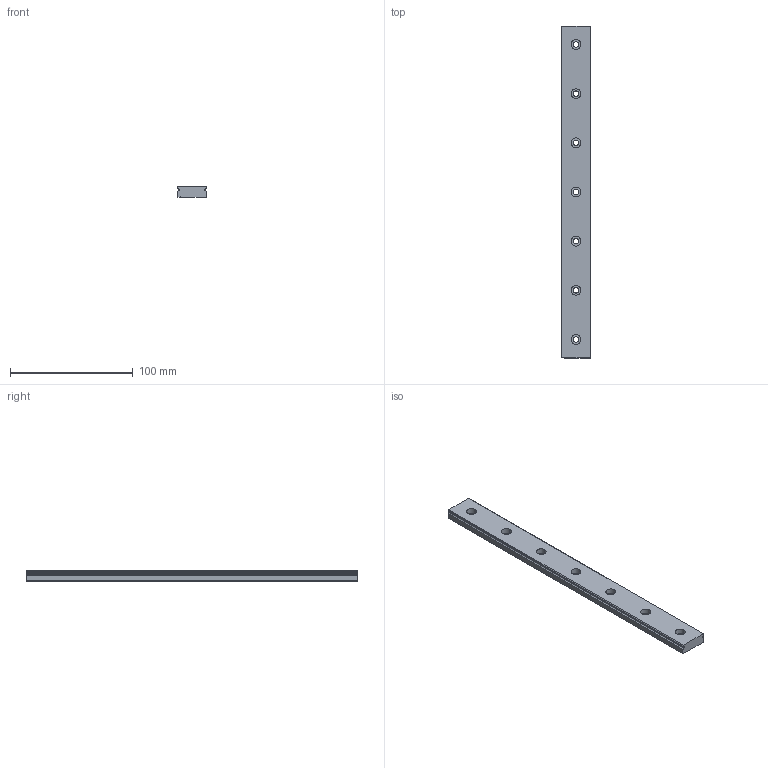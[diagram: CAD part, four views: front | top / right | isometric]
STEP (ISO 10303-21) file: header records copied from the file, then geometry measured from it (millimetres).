
FILE_DESCRIPTION (( 'STEP AP203' ), '1' );
FILE_NAME ('MB12-270L.step', '2021-02-18T17:44:48', ( '' ), ( '' ), 'SwSTEP 2.0', 'SolidWorks 2019', '' );
FILE_SCHEMA (( 'CONFIG_CONTROL_DESIGN' ));
Length unit declared in the file: millimetre
Products named in the file (1): MB12-270L
Bounding box: 24 x 270 x 8.5 mm (x, y, z)
Volume: 51708.8 mm3; surface area: 19703.8 mm2
Topology: 1 solids, 1 shells, 60 faces, 153 edges, 102 vertices
Faces by surface type: cylinder 38, plane 22
Entity records: 1958 total; most frequent: DIRECTION 351, CARTESIAN_POINT 316, ORIENTED_EDGE 306, EDGE_CURVE 153, AXIS2_PLACEMENT_3D 137, VERTEX_POINT 102, EDGE_LOOP 81, VECTOR 77
